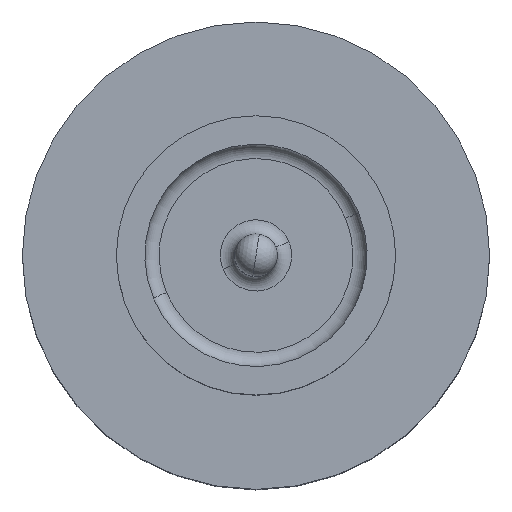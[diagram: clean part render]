
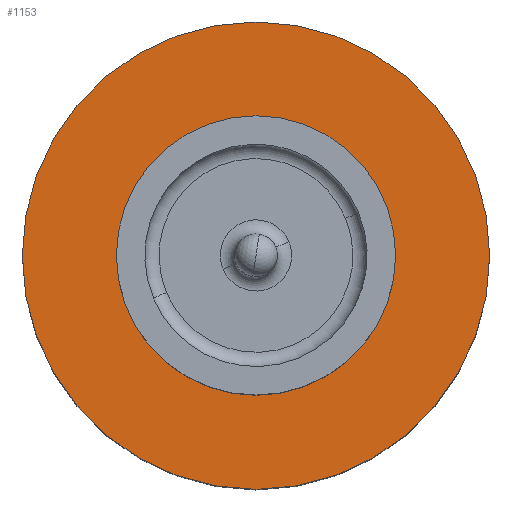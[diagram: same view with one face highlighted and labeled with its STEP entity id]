
A CAD part, top view. The second image highlights one B-rep face of the part: STEP entity #1153.
In plain terms, the highlighted planar face has unit normal (0, 0, 1).
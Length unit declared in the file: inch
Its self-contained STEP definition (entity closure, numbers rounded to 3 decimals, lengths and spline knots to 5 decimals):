
#21 = CARTESIAN_POINT ( 'NONE',  ( 0.049, 0., -0.06 ) ) ;
#71 = CARTESIAN_POINT ( 'NONE',  ( 0., 0., -0.06 ) ) ;
#88 = DIRECTION ( 'NONE',  ( 1., 0., 0. ) ) ;
#171 = EDGE_CURVE ( 'NONE', #965, #833, #1183, .T. ) ;
#190 = CARTESIAN_POINT ( 'NONE',  ( -0.082, 0., -0.06 ) ) ;
#234 = ORIENTED_EDGE ( 'NONE', *, *, #1558, .F. ) ;
#291 = DIRECTION ( 'NONE',  ( -1., 0., 0. ) ) ;
#364 = CIRCLE ( 'NONE', #481, 0.049 ) ;
#405 = CARTESIAN_POINT ( 'NONE',  ( 0., 0.049, -0.06 ) ) ;
#417 = DIRECTION ( 'NONE',  ( 1., 0., 0. ) ) ;
#447 = EDGE_LOOP ( 'NONE', ( #539, #1007 ) ) ;
#481 = AXIS2_PLACEMENT_3D ( 'NONE', #1541, #727, #1420 ) ;
#539 = ORIENTED_EDGE ( 'NONE', *, *, #171, .T. ) ;
#619 = CARTESIAN_POINT ( 'NONE',  ( -0.049, 0., -0.06 ) ) ;
#651 = DIRECTION ( 'NONE',  ( 0., 0., -1. ) ) ;
#661 = CARTESIAN_POINT ( 'NONE',  ( 0., 0., -0.06 ) ) ;
#691 = EDGE_CURVE ( 'NONE', #968, #1277, #858, .T. ) ;
#727 = DIRECTION ( 'NONE',  ( 0., 0., 1. ) ) ;
#740 = AXIS2_PLACEMENT_3D ( 'NONE', #661, #1368, #417 ) ;
#755 = EDGE_LOOP ( 'NONE', ( #1099, #234 ) ) ;
#818 = DIRECTION ( 'NONE',  ( 0., 0., 1. ) ) ;
#833 = VERTEX_POINT ( 'NONE', #190 ) ;
#843 = CIRCLE ( 'NONE', #1247, 0.082 ) ;
#858 = CIRCLE ( 'NONE', #1033, 0.049 ) ;
#955 = DIRECTION ( 'NONE',  ( 0., 0., 1. ) ) ;
#965 = VERTEX_POINT ( 'NONE', #1016 ) ;
#968 = VERTEX_POINT ( 'NONE', #21 ) ;
#1007 = ORIENTED_EDGE ( 'NONE', *, *, #1075, .T. ) ;
#1016 = CARTESIAN_POINT ( 'NONE',  ( 0.082, 0., -0.06 ) ) ;
#1033 = AXIS2_PLACEMENT_3D ( 'NONE', #1076, #955, #88 ) ;
#1071 = FACE_BOUND ( 'NONE', #755, .T. ) ;
#1075 = EDGE_CURVE ( 'NONE', #833, #965, #843, .T. ) ;
#1076 = CARTESIAN_POINT ( 'NONE',  ( 0., 0., -0.06 ) ) ;
#1099 = ORIENTED_EDGE ( 'NONE', *, *, #691, .F. ) ;
#1153 = ADVANCED_FACE ( 'NONE', ( #1071, #1351 ), #1159, .F. ) ;
#1159 = PLANE ( 'NONE',  #1369 ) ;
#1183 = CIRCLE ( 'NONE', #740, 0.082 ) ;
#1247 = AXIS2_PLACEMENT_3D ( 'NONE', #71, #818, #1516 ) ;
#1277 = VERTEX_POINT ( 'NONE', #619 ) ;
#1351 = FACE_OUTER_BOUND ( 'NONE', #447, .T. ) ;
#1368 = DIRECTION ( 'NONE',  ( 0., 0., 1. ) ) ;
#1369 = AXIS2_PLACEMENT_3D ( 'NONE', #405, #651, #291 ) ;
#1420 = DIRECTION ( 'NONE',  ( 1., 0., 0. ) ) ;
#1516 = DIRECTION ( 'NONE',  ( 1., 0., 0. ) ) ;
#1541 = CARTESIAN_POINT ( 'NONE',  ( 0., 0., -0.06 ) ) ;
#1558 = EDGE_CURVE ( 'NONE', #1277, #968, #364, .T. ) ;
